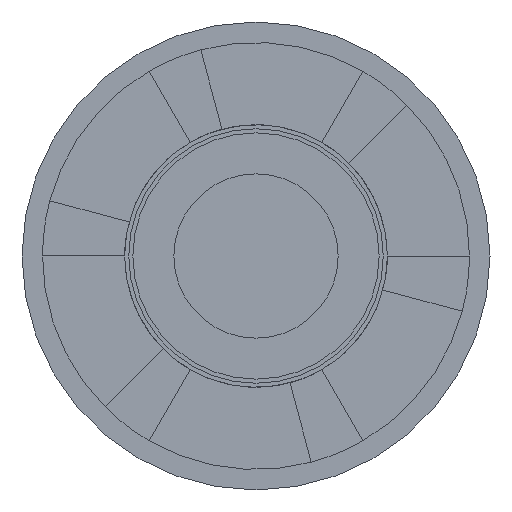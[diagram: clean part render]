
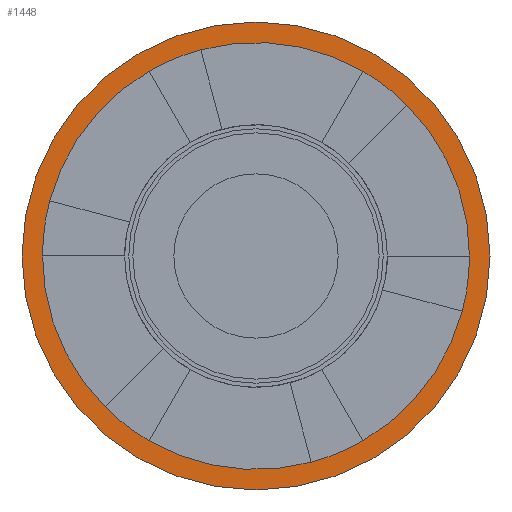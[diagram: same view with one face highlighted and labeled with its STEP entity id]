
A CAD part, top view. The second image highlights one B-rep face of the part: STEP entity #1448.
In plain terms, the highlighted planar face has unit normal (0, 0, 1).
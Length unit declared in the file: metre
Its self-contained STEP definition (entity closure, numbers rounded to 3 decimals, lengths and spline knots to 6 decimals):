
#1448 = ADVANCED_FACE('',(#1449,#1473),#1462,.T.);
#1449 = FACE_BOUND('',#1450,.T.);
#1450 = EDGE_LOOP('',(#1451));
#1451 = ORIENTED_EDGE('',*,*,#1452,.T.);
#1452 = EDGE_CURVE('',#1453,#1453,#1455,.T.);
#1453 = VERTEX_POINT('',#1454);
#1454 = CARTESIAN_POINT('',(0.057,0.,0.));
#1455 = SURFACE_CURVE('',#1456,(#1461),.PCURVE_S1.);
#1456 = CIRCLE('',#1457,0.057);
#1457 = AXIS2_PLACEMENT_3D('',#1458,#1459,#1460);
#1458 = CARTESIAN_POINT('',(0.,0.,0.));
#1459 = DIRECTION('',(0.,0.,1.));
#1460 = DIRECTION('',(1.,0.,-0.));
#1461 = PCURVE('',#1462,#1467);
#1462 = PLANE('',#1463);
#1463 = AXIS2_PLACEMENT_3D('',#1464,#1465,#1466);
#1464 = CARTESIAN_POINT('',(0.,0.,0.));
#1465 = DIRECTION('',(0.,0.,1.));
#1466 = DIRECTION('',(1.,0.,-0.));
#1467 = DEFINITIONAL_REPRESENTATION('',(#1468),#1472);
#1468 = CIRCLE('',#1469,0.057);
#1469 = AXIS2_PLACEMENT_2D('',#1470,#1471);
#1470 = CARTESIAN_POINT('',(0.,0.));
#1471 = DIRECTION('',(1.,0.));
#1472 = ( GEOMETRIC_REPRESENTATION_CONTEXT(2) 
PARAMETRIC_REPRESENTATION_CONTEXT() REPRESENTATION_CONTEXT('2D SPACE',''
  ) );
#1473 = FACE_BOUND('',#1474,.T.);
#1474 = EDGE_LOOP('',(#1475,#1494,#1511,#1528,#1545,#1562,#1579,#1596,
    #1613,#1630,#1647,#1664));
#1475 = ORIENTED_EDGE('',*,*,#1476,.F.);
#1476 = EDGE_CURVE('',#1477,#1479,#1481,.T.);
#1477 = VERTEX_POINT('',#1478);
#1478 = CARTESIAN_POINT('',(0.050228,-0.013459,0.));
#1479 = VERTEX_POINT('',#1480);
#1480 = CARTESIAN_POINT('',(0.052,0.,0.));
#1481 = SURFACE_CURVE('',#1482,(#1487),.PCURVE_S1.);
#1482 = CIRCLE('',#1483,0.052);
#1483 = AXIS2_PLACEMENT_3D('',#1484,#1485,#1486);
#1484 = CARTESIAN_POINT('',(0.,0.,0.));
#1485 = DIRECTION('',(0.,0.,1.));
#1486 = DIRECTION('',(1.,0.,-0.));
#1487 = PCURVE('',#1462,#1488);
#1488 = DEFINITIONAL_REPRESENTATION('',(#1489),#1493);
#1489 = CIRCLE('',#1490,0.052);
#1490 = AXIS2_PLACEMENT_2D('',#1491,#1492);
#1491 = CARTESIAN_POINT('',(0.,0.));
#1492 = DIRECTION('',(1.,0.));
#1493 = ( GEOMETRIC_REPRESENTATION_CONTEXT(2) 
PARAMETRIC_REPRESENTATION_CONTEXT() REPRESENTATION_CONTEXT('2D SPACE',''
  ) );
#1494 = ORIENTED_EDGE('',*,*,#1495,.F.);
#1495 = EDGE_CURVE('',#1496,#1477,#1498,.T.);
#1496 = VERTEX_POINT('',#1497);
#1497 = CARTESIAN_POINT('',(0.026,-0.045033,0.));
#1498 = SURFACE_CURVE('',#1499,(#1504),.PCURVE_S1.);
#1499 = CIRCLE('',#1500,0.052);
#1500 = AXIS2_PLACEMENT_3D('',#1501,#1502,#1503);
#1501 = CARTESIAN_POINT('',(0.,0.,0.));
#1502 = DIRECTION('',(0.,0.,1.));
#1503 = DIRECTION('',(1.,0.,-0.));
#1504 = PCURVE('',#1462,#1505);
#1505 = DEFINITIONAL_REPRESENTATION('',(#1506),#1510);
#1506 = CIRCLE('',#1507,0.052);
#1507 = AXIS2_PLACEMENT_2D('',#1508,#1509);
#1508 = CARTESIAN_POINT('',(0.,0.));
#1509 = DIRECTION('',(1.,0.));
#1510 = ( GEOMETRIC_REPRESENTATION_CONTEXT(2) 
PARAMETRIC_REPRESENTATION_CONTEXT() REPRESENTATION_CONTEXT('2D SPACE',''
  ) );
#1511 = ORIENTED_EDGE('',*,*,#1512,.F.);
#1512 = EDGE_CURVE('',#1513,#1496,#1515,.T.);
#1513 = VERTEX_POINT('',#1514);
#1514 = CARTESIAN_POINT('',(0.013459,-0.050228,0.));
#1515 = SURFACE_CURVE('',#1516,(#1521),.PCURVE_S1.);
#1516 = CIRCLE('',#1517,0.052);
#1517 = AXIS2_PLACEMENT_3D('',#1518,#1519,#1520);
#1518 = CARTESIAN_POINT('',(0.,0.,0.));
#1519 = DIRECTION('',(0.,0.,1.));
#1520 = DIRECTION('',(1.,0.,-0.));
#1521 = PCURVE('',#1462,#1522);
#1522 = DEFINITIONAL_REPRESENTATION('',(#1523),#1527);
#1523 = CIRCLE('',#1524,0.052);
#1524 = AXIS2_PLACEMENT_2D('',#1525,#1526);
#1525 = CARTESIAN_POINT('',(0.,0.));
#1526 = DIRECTION('',(1.,0.));
#1527 = ( GEOMETRIC_REPRESENTATION_CONTEXT(2) 
PARAMETRIC_REPRESENTATION_CONTEXT() REPRESENTATION_CONTEXT('2D SPACE',''
  ) );
#1528 = ORIENTED_EDGE('',*,*,#1529,.F.);
#1529 = EDGE_CURVE('',#1530,#1513,#1532,.T.);
#1530 = VERTEX_POINT('',#1531);
#1531 = CARTESIAN_POINT('',(-0.026,-0.045033,0.));
#1532 = SURFACE_CURVE('',#1533,(#1538),.PCURVE_S1.);
#1533 = CIRCLE('',#1534,0.052);
#1534 = AXIS2_PLACEMENT_3D('',#1535,#1536,#1537);
#1535 = CARTESIAN_POINT('',(0.,0.,0.));
#1536 = DIRECTION('',(0.,0.,1.));
#1537 = DIRECTION('',(1.,0.,-0.));
#1538 = PCURVE('',#1462,#1539);
#1539 = DEFINITIONAL_REPRESENTATION('',(#1540),#1544);
#1540 = CIRCLE('',#1541,0.052);
#1541 = AXIS2_PLACEMENT_2D('',#1542,#1543);
#1542 = CARTESIAN_POINT('',(0.,0.));
#1543 = DIRECTION('',(1.,0.));
#1544 = ( GEOMETRIC_REPRESENTATION_CONTEXT(2) 
PARAMETRIC_REPRESENTATION_CONTEXT() REPRESENTATION_CONTEXT('2D SPACE',''
  ) );
#1545 = ORIENTED_EDGE('',*,*,#1546,.F.);
#1546 = EDGE_CURVE('',#1547,#1530,#1549,.T.);
#1547 = VERTEX_POINT('',#1548);
#1548 = CARTESIAN_POINT('',(-0.03677,-0.03677,0.));
#1549 = SURFACE_CURVE('',#1550,(#1555),.PCURVE_S1.);
#1550 = CIRCLE('',#1551,0.052);
#1551 = AXIS2_PLACEMENT_3D('',#1552,#1553,#1554);
#1552 = CARTESIAN_POINT('',(0.,0.,0.));
#1553 = DIRECTION('',(0.,0.,1.));
#1554 = DIRECTION('',(1.,0.,-0.));
#1555 = PCURVE('',#1462,#1556);
#1556 = DEFINITIONAL_REPRESENTATION('',(#1557),#1561);
#1557 = CIRCLE('',#1558,0.052);
#1558 = AXIS2_PLACEMENT_2D('',#1559,#1560);
#1559 = CARTESIAN_POINT('',(0.,0.));
#1560 = DIRECTION('',(1.,0.));
#1561 = ( GEOMETRIC_REPRESENTATION_CONTEXT(2) 
PARAMETRIC_REPRESENTATION_CONTEXT() REPRESENTATION_CONTEXT('2D SPACE',''
  ) );
#1562 = ORIENTED_EDGE('',*,*,#1563,.F.);
#1563 = EDGE_CURVE('',#1564,#1547,#1566,.T.);
#1564 = VERTEX_POINT('',#1565);
#1565 = CARTESIAN_POINT('',(-0.052,0.,0.));
#1566 = SURFACE_CURVE('',#1567,(#1572),.PCURVE_S1.);
#1567 = CIRCLE('',#1568,0.052);
#1568 = AXIS2_PLACEMENT_3D('',#1569,#1570,#1571);
#1569 = CARTESIAN_POINT('',(0.,0.,0.));
#1570 = DIRECTION('',(0.,0.,1.));
#1571 = DIRECTION('',(1.,0.,-0.));
#1572 = PCURVE('',#1462,#1573);
#1573 = DEFINITIONAL_REPRESENTATION('',(#1574),#1578);
#1574 = CIRCLE('',#1575,0.052);
#1575 = AXIS2_PLACEMENT_2D('',#1576,#1577);
#1576 = CARTESIAN_POINT('',(0.,0.));
#1577 = DIRECTION('',(1.,0.));
#1578 = ( GEOMETRIC_REPRESENTATION_CONTEXT(2) 
PARAMETRIC_REPRESENTATION_CONTEXT() REPRESENTATION_CONTEXT('2D SPACE',''
  ) );
#1579 = ORIENTED_EDGE('',*,*,#1580,.F.);
#1580 = EDGE_CURVE('',#1581,#1564,#1583,.T.);
#1581 = VERTEX_POINT('',#1582);
#1582 = CARTESIAN_POINT('',(-0.050228,0.013459,0.));
#1583 = SURFACE_CURVE('',#1584,(#1589),.PCURVE_S1.);
#1584 = CIRCLE('',#1585,0.052);
#1585 = AXIS2_PLACEMENT_3D('',#1586,#1587,#1588);
#1586 = CARTESIAN_POINT('',(0.,0.,0.));
#1587 = DIRECTION('',(0.,0.,1.));
#1588 = DIRECTION('',(1.,0.,-0.));
#1589 = PCURVE('',#1462,#1590);
#1590 = DEFINITIONAL_REPRESENTATION('',(#1591),#1595);
#1591 = CIRCLE('',#1592,0.052);
#1592 = AXIS2_PLACEMENT_2D('',#1593,#1594);
#1593 = CARTESIAN_POINT('',(0.,0.));
#1594 = DIRECTION('',(1.,0.));
#1595 = ( GEOMETRIC_REPRESENTATION_CONTEXT(2) 
PARAMETRIC_REPRESENTATION_CONTEXT() REPRESENTATION_CONTEXT('2D SPACE',''
  ) );
#1596 = ORIENTED_EDGE('',*,*,#1597,.F.);
#1597 = EDGE_CURVE('',#1598,#1581,#1600,.T.);
#1598 = VERTEX_POINT('',#1599);
#1599 = CARTESIAN_POINT('',(-0.026,0.045033,0.));
#1600 = SURFACE_CURVE('',#1601,(#1606),.PCURVE_S1.);
#1601 = CIRCLE('',#1602,0.052);
#1602 = AXIS2_PLACEMENT_3D('',#1603,#1604,#1605);
#1603 = CARTESIAN_POINT('',(0.,0.,0.));
#1604 = DIRECTION('',(0.,0.,1.));
#1605 = DIRECTION('',(1.,0.,-0.));
#1606 = PCURVE('',#1462,#1607);
#1607 = DEFINITIONAL_REPRESENTATION('',(#1608),#1612);
#1608 = CIRCLE('',#1609,0.052);
#1609 = AXIS2_PLACEMENT_2D('',#1610,#1611);
#1610 = CARTESIAN_POINT('',(0.,0.));
#1611 = DIRECTION('',(1.,0.));
#1612 = ( GEOMETRIC_REPRESENTATION_CONTEXT(2) 
PARAMETRIC_REPRESENTATION_CONTEXT() REPRESENTATION_CONTEXT('2D SPACE',''
  ) );
#1613 = ORIENTED_EDGE('',*,*,#1614,.F.);
#1614 = EDGE_CURVE('',#1615,#1598,#1617,.T.);
#1615 = VERTEX_POINT('',#1616);
#1616 = CARTESIAN_POINT('',(-0.013459,0.050228,0.));
#1617 = SURFACE_CURVE('',#1618,(#1623),.PCURVE_S1.);
#1618 = CIRCLE('',#1619,0.052);
#1619 = AXIS2_PLACEMENT_3D('',#1620,#1621,#1622);
#1620 = CARTESIAN_POINT('',(0.,0.,0.));
#1621 = DIRECTION('',(0.,0.,1.));
#1622 = DIRECTION('',(1.,0.,-0.));
#1623 = PCURVE('',#1462,#1624);
#1624 = DEFINITIONAL_REPRESENTATION('',(#1625),#1629);
#1625 = CIRCLE('',#1626,0.052);
#1626 = AXIS2_PLACEMENT_2D('',#1627,#1628);
#1627 = CARTESIAN_POINT('',(0.,0.));
#1628 = DIRECTION('',(1.,0.));
#1629 = ( GEOMETRIC_REPRESENTATION_CONTEXT(2) 
PARAMETRIC_REPRESENTATION_CONTEXT() REPRESENTATION_CONTEXT('2D SPACE',''
  ) );
#1630 = ORIENTED_EDGE('',*,*,#1631,.F.);
#1631 = EDGE_CURVE('',#1632,#1615,#1634,.T.);
#1632 = VERTEX_POINT('',#1633);
#1633 = CARTESIAN_POINT('',(0.026,0.045033,0.));
#1634 = SURFACE_CURVE('',#1635,(#1640),.PCURVE_S1.);
#1635 = CIRCLE('',#1636,0.052);
#1636 = AXIS2_PLACEMENT_3D('',#1637,#1638,#1639);
#1637 = CARTESIAN_POINT('',(0.,0.,0.));
#1638 = DIRECTION('',(0.,0.,1.));
#1639 = DIRECTION('',(1.,0.,-0.));
#1640 = PCURVE('',#1462,#1641);
#1641 = DEFINITIONAL_REPRESENTATION('',(#1642),#1646);
#1642 = CIRCLE('',#1643,0.052);
#1643 = AXIS2_PLACEMENT_2D('',#1644,#1645);
#1644 = CARTESIAN_POINT('',(0.,0.));
#1645 = DIRECTION('',(1.,0.));
#1646 = ( GEOMETRIC_REPRESENTATION_CONTEXT(2) 
PARAMETRIC_REPRESENTATION_CONTEXT() REPRESENTATION_CONTEXT('2D SPACE',''
  ) );
#1647 = ORIENTED_EDGE('',*,*,#1648,.F.);
#1648 = EDGE_CURVE('',#1649,#1632,#1651,.T.);
#1649 = VERTEX_POINT('',#1650);
#1650 = CARTESIAN_POINT('',(0.03677,0.03677,0.));
#1651 = SURFACE_CURVE('',#1652,(#1657),.PCURVE_S1.);
#1652 = CIRCLE('',#1653,0.052);
#1653 = AXIS2_PLACEMENT_3D('',#1654,#1655,#1656);
#1654 = CARTESIAN_POINT('',(0.,0.,0.));
#1655 = DIRECTION('',(0.,0.,1.));
#1656 = DIRECTION('',(1.,0.,-0.));
#1657 = PCURVE('',#1462,#1658);
#1658 = DEFINITIONAL_REPRESENTATION('',(#1659),#1663);
#1659 = CIRCLE('',#1660,0.052);
#1660 = AXIS2_PLACEMENT_2D('',#1661,#1662);
#1661 = CARTESIAN_POINT('',(0.,0.));
#1662 = DIRECTION('',(1.,0.));
#1663 = ( GEOMETRIC_REPRESENTATION_CONTEXT(2) 
PARAMETRIC_REPRESENTATION_CONTEXT() REPRESENTATION_CONTEXT('2D SPACE',''
  ) );
#1664 = ORIENTED_EDGE('',*,*,#1665,.F.);
#1665 = EDGE_CURVE('',#1479,#1649,#1666,.T.);
#1666 = SURFACE_CURVE('',#1667,(#1672),.PCURVE_S1.);
#1667 = CIRCLE('',#1668,0.052);
#1668 = AXIS2_PLACEMENT_3D('',#1669,#1670,#1671);
#1669 = CARTESIAN_POINT('',(0.,0.,0.));
#1670 = DIRECTION('',(0.,0.,1.));
#1671 = DIRECTION('',(1.,0.,-0.));
#1672 = PCURVE('',#1462,#1673);
#1673 = DEFINITIONAL_REPRESENTATION('',(#1674),#1678);
#1674 = CIRCLE('',#1675,0.052);
#1675 = AXIS2_PLACEMENT_2D('',#1676,#1677);
#1676 = CARTESIAN_POINT('',(0.,0.));
#1677 = DIRECTION('',(1.,0.));
#1678 = ( GEOMETRIC_REPRESENTATION_CONTEXT(2) 
PARAMETRIC_REPRESENTATION_CONTEXT() REPRESENTATION_CONTEXT('2D SPACE',''
  ) );
